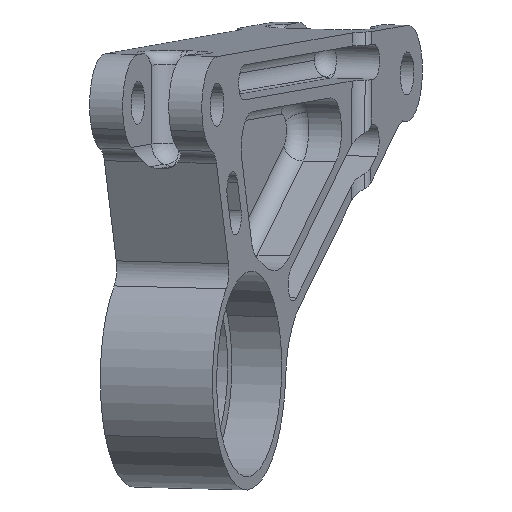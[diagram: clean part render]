
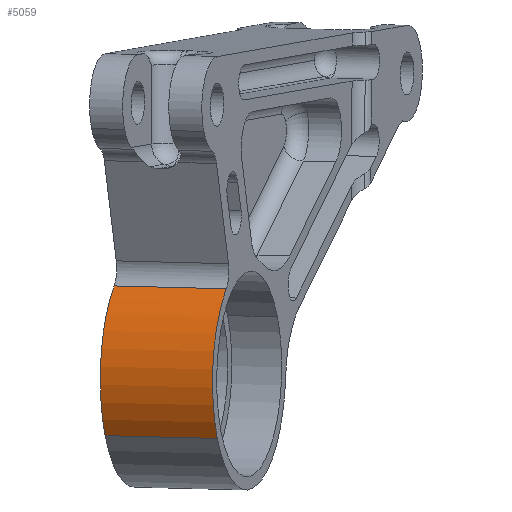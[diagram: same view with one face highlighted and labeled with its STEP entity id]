
A CAD part, isometric view. The second image highlights one B-rep face of the part: STEP entity #5059.
In plain terms, the highlighted cylindrical face has radius 26.5 mm (diameter 53 mm), a partial arc.
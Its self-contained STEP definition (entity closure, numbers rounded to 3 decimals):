
#142 = VERTEX_POINT ( 'NONE', #3976 ) ;
#191 = EDGE_CURVE ( 'NONE', #142, #2778, #831, .T. ) ;
#213 = EDGE_CURVE ( 'NONE', #142, #2669, #1324, .T. ) ;
#221 = EDGE_CURVE ( 'NONE', #6038, #2778, #4872, .T. ) ;
#359 = ORIENTED_EDGE ( 'NONE', *, *, #191, .T. ) ;
#404 = CARTESIAN_POINT ( 'NONE',  ( -158.411, 255.902, -381.145 ) ) ;
#594 = ORIENTED_EDGE ( 'NONE', *, *, #5108, .F. ) ;
#831 = LINE ( 'NONE', #3167, #6373 ) ;
#877 = DIRECTION ( 'NONE',  ( -0.874, -0.486, 0. ) ) ;
#885 = CARTESIAN_POINT ( 'NONE',  ( -159.609, 258.058, -381.551 ) ) ;
#972 = ORIENTED_EDGE ( 'NONE', *, *, #221, .F. ) ;
#1078 = CARTESIAN_POINT ( 'NONE',  ( -135.248, 268.776, -381.145 ) ) ;
#1324 = CIRCLE ( 'NONE', #1698, 26.5 ) ;
#1370 = DIRECTION ( 'NONE',  ( -0.479, 0.862, -0.162 ) ) ;
#1661 = AXIS2_PLACEMENT_3D ( 'NONE', #5621, #4943, #4902 ) ;
#1698 = AXIS2_PLACEMENT_3D ( 'NONE', #5614, #5587, #5539 ) ;
#2116 = DIRECTION ( 'NONE',  ( -0.479, 0.862, -0.162 ) ) ;
#2460 = VECTOR ( 'NONE', #2116, 1000. ) ;
#2669 = VERTEX_POINT ( 'NONE', #885 ) ;
#2778 = VERTEX_POINT ( 'NONE', #2848 ) ;
#2848 = CARTESIAN_POINT ( 'NONE',  ( -155.08, 295.92, -360.112 ) ) ;
#3152 = DIRECTION ( 'NONE',  ( -0.479, 0.862, -0.162 ) ) ;
#3167 = CARTESIAN_POINT ( 'NONE',  ( -140.939, 270.478, -355.319 ) ) ;
#3787 = LINE ( 'NONE', #404, #2460 ) ;
#3976 = CARTESIAN_POINT ( 'NONE',  ( -142.137, 272.634, -355.726 ) ) ;
#4395 = ORIENTED_EDGE ( 'NONE', *, *, #213, .F. ) ;
#4505 = EDGE_LOOP ( 'NONE', ( #594, #4395, #359, #972 ) ) ;
#4508 = AXIS2_PLACEMENT_3D ( 'NONE', #1078, #1370, #877 ) ;
#4872 = CIRCLE ( 'NONE', #1661, 26.5 ) ;
#4902 = DIRECTION ( 'NONE',  ( 0.874, 0.486, 0. ) ) ;
#4943 = DIRECTION ( 'NONE',  ( -0.479, 0.862, -0.162 ) ) ;
#5026 = FACE_OUTER_BOUND ( 'NONE', #4505, .T. ) ;
#5059 = ADVANCED_FACE ( 'Extrude1', ( #5026 ), #5548, .T. ) ;
#5108 = EDGE_CURVE ( 'NONE', #2669, #6038, #3787, .T. ) ;
#5539 = DIRECTION ( 'NONE',  ( -0.874, -0.486, 0. ) ) ;
#5548 = CYLINDRICAL_SURFACE ( 'NONE', #4508, 26.5 ) ;
#5587 = DIRECTION ( 'NONE',  ( 0.479, -0.862, 0.162 ) ) ;
#5614 = CARTESIAN_POINT ( 'NONE',  ( -136.447, 270.933, -381.551 ) ) ;
#5621 = CARTESIAN_POINT ( 'NONE',  ( -149.39, 294.219, -385.937 ) ) ;
#5821 = CARTESIAN_POINT ( 'NONE',  ( -172.552, 281.344, -385.937 ) ) ;
#6038 = VERTEX_POINT ( 'NONE', #5821 ) ;
#6373 = VECTOR ( 'NONE', #3152, 1000. ) ;
